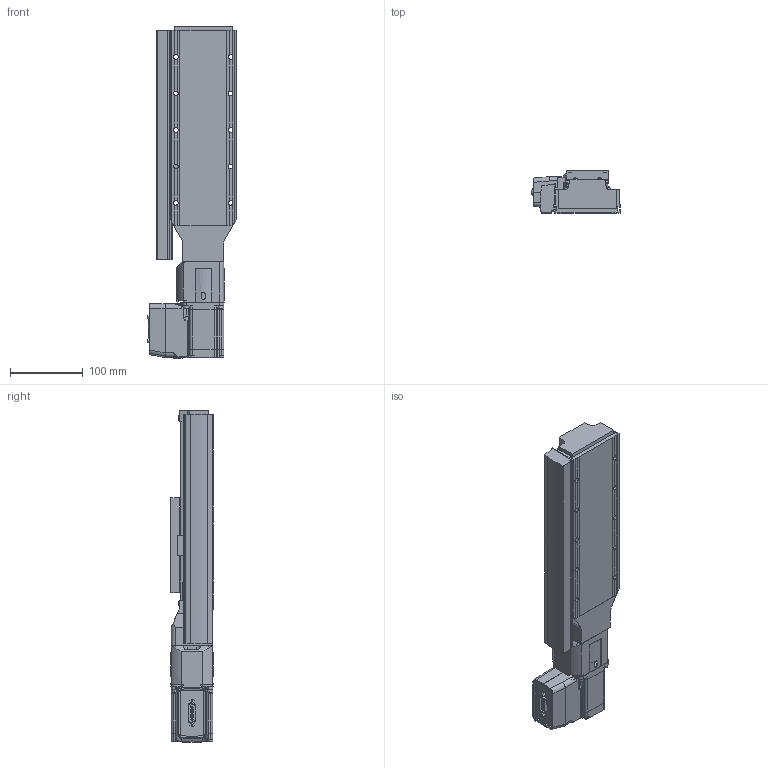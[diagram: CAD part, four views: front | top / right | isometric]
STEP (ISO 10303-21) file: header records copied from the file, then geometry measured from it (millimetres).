
FILE_DESCRIPTION (( 'STEP AP203' ), '1' );
FILE_NAME ('LRT0100xL-BAE53C10TA.step', '2023-05-25T20:49:10', ( '' ), ( '' ), 'SwSTEP 2.0', 'SolidWorks 2019', '' );
FILE_SCHEMA (( 'CONFIG_CONTROL_DESIGN' ));
Length unit declared in the file: millimetre
Products named in the file (4): LRT_carriage^LRT_LRT-AE; LRT0100xL-BAE53C10TA; LRT_motor^LRT_LRT-BT10A; LRT_base^LRT_LRT0100-AE
Assembly tree (3 placements, depth 2):
  LRT0100xL-BAE53C10TA
    LRT_base^LRT_LRT0100-AE
    LRT_motor^LRT_LRT-BT10A
    LRT_carriage^LRT_LRT-AE
Bounding box: 120.76 x 58 x 455 mm (x, y, z)
Volume: 1788463 mm3; surface area: 338266.3 mm2
Topology: 40 solids, 40 shells, 975 faces, 2485 edges, 1646 vertices
Faces by surface type: plane 585, cylinder 356, bspline 18, cone 8, sphere 4, torus 4
Entity records: 31304 total; most frequent: CARTESIAN_POINT 6951, DIRECTION 4969, ORIENTED_EDGE 4938, EDGE_CURVE 2469, AXIS2_PLACEMENT_3D 1667, VERTEX_POINT 1638, LINE 1635, VECTOR 1635
